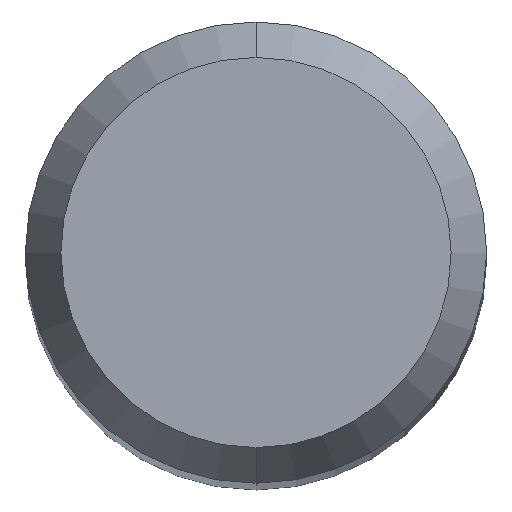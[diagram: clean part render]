
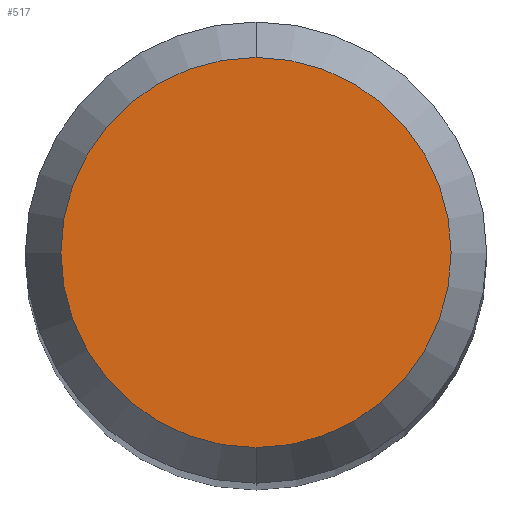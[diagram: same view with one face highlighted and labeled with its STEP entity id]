
A CAD part, top view. The second image highlights one B-rep face of the part: STEP entity #517.
In plain terms, the highlighted planar face has unit normal (0, 0, 1).
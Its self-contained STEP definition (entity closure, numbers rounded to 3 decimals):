
#517=ADVANCED_FACE('',(#1504),#1505,.T.);
#807=EDGE_CURVE('',#1245,#1175,#1819,.T.);
#1175=VERTEX_POINT('',#2218);
#1211=EDGE_CURVE('',#1175,#1245,#2257,.T.);
#1245=VERTEX_POINT('',#2300);
#1504=FACE_OUTER_BOUND('',#2571,.T.);
#1505=PLANE('',#2572);
#1819=CIRCLE('',#5903,2.538);
#2218=CARTESIAN_POINT('',(0.,-2.538,0.0));
#2257=CIRCLE('',#9366,2.538);
#2300=CARTESIAN_POINT('',(0.0,2.538,0.0));
#2571=EDGE_LOOP('',(#12417,#12418));
#2572=AXIS2_PLACEMENT_3D('',#12419,#12420,#12421);
#5903=AXIS2_PLACEMENT_3D('',#12706,#12707,#12708);
#9366=AXIS2_PLACEMENT_3D('',#13143,#13144,#13145);
#12417=ORIENTED_EDGE('',*,*,#807,.F.);
#12418=ORIENTED_EDGE('',*,*,#1211,.F.);
#12419=CARTESIAN_POINT('',(0.0,1.269,0.0));
#12420=DIRECTION('',(-0.0,0.0,1.0));
#12421=DIRECTION('',(0.0,-1.0,0.0));
#12706=CARTESIAN_POINT('',(0.0,0.0,0.0));
#12707=DIRECTION('',(0.0,0.0,-1.0));
#12708=DIRECTION('',(0.0,1.0,0.0));
#13143=CARTESIAN_POINT('',(0.0,0.0,0.0));
#13144=DIRECTION('',(0.0,0.0,-1.0));
#13145=DIRECTION('',(0.0,1.0,0.0));
